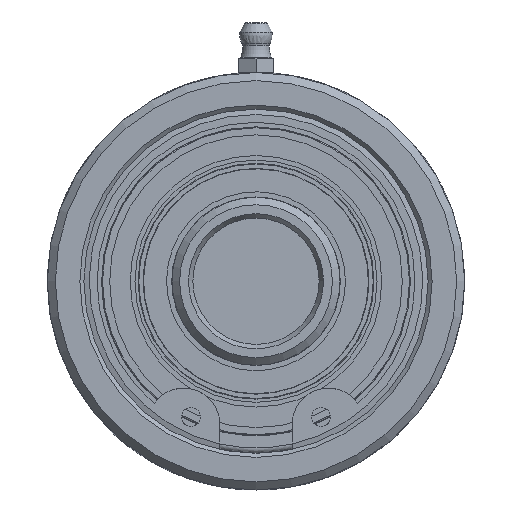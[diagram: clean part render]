
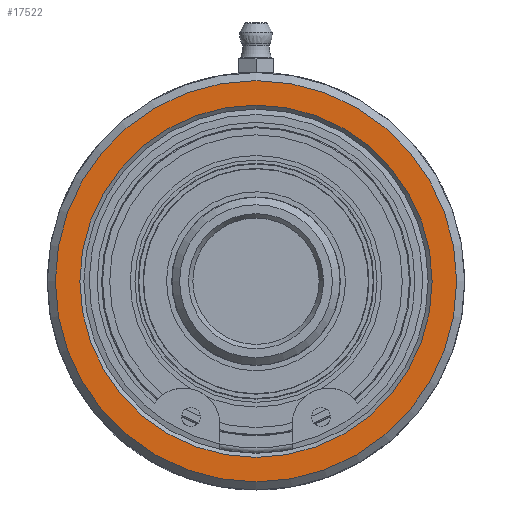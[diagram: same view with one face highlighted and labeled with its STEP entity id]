
A CAD part, left-side view. The second image highlights one B-rep face of the part: STEP entity #17522.
In plain terms, the highlighted planar face has unit normal (-1, 0, 0).
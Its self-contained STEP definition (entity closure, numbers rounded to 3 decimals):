
#880=PLANE('',#18580);
#989=FACE_BOUND('',#3530,.T.);
#1467=CIRCLE('',#18579,39.7);
#1468=CIRCLE('',#18581,34.85);
#2452=FACE_OUTER_BOUND('',#3529,.T.);
#3529=EDGE_LOOP('',(#15878));
#3530=EDGE_LOOP('',(#15879));
#8339=VERTEX_POINT('',#39572);
#8340=VERTEX_POINT('',#39576);
#10871=EDGE_CURVE('',#8339,#8339,#1467,.T.);
#10872=EDGE_CURVE('',#8340,#8340,#1468,.T.);
#15878=ORIENTED_EDGE('',*,*,#10871,.F.);
#15879=ORIENTED_EDGE('',*,*,#10872,.F.);
#17522=ADVANCED_FACE('',(#2452,#989),#880,.F.);
#18579=AXIS2_PLACEMENT_3D('',#39574,#21654,#21655);
#18580=AXIS2_PLACEMENT_3D('',#39575,#21656,#21657);
#18581=AXIS2_PLACEMENT_3D('',#39577,#21658,#21659);
#21654=DIRECTION('center_axis',(1.,0.,0.));
#21655=DIRECTION('ref_axis',(0.,0.,1.));
#21656=DIRECTION('center_axis',(1.,0.,0.));
#21657=DIRECTION('ref_axis',(0.,0.,1.));
#21658=DIRECTION('center_axis',(-1.,0.,0.));
#21659=DIRECTION('ref_axis',(0.,0.,-1.));
#39572=CARTESIAN_POINT('',(-46.09,0.,-39.7));
#39574=CARTESIAN_POINT('Origin',(-46.09,0.,0.));
#39575=CARTESIAN_POINT('Origin',(-46.09,0.,-20.65));
#39576=CARTESIAN_POINT('',(-46.09,0.,34.85));
#39577=CARTESIAN_POINT('Origin',(-46.09,0.,0.));
